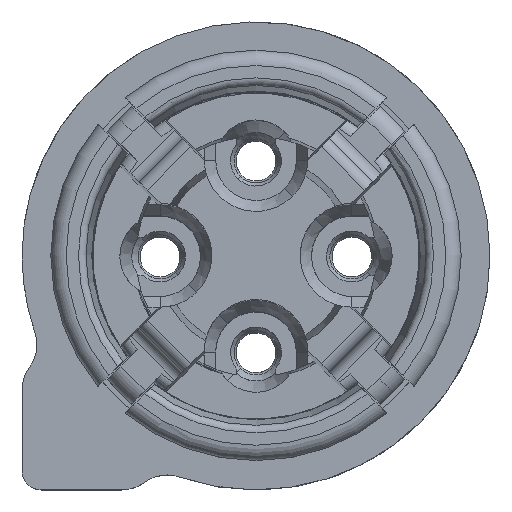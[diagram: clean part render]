
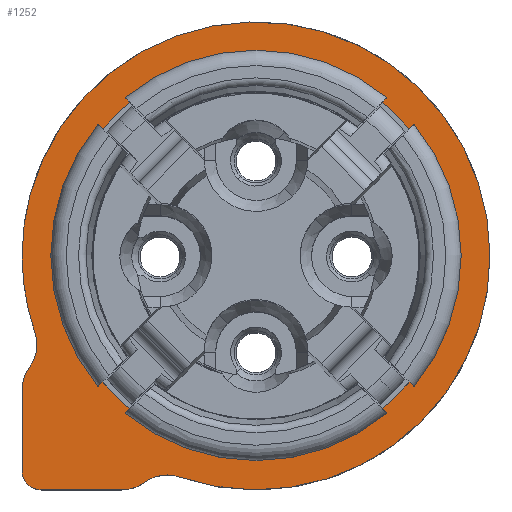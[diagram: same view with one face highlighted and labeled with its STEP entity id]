
A CAD part, top view. The second image highlights one B-rep face of the part: STEP entity #1252.
In plain terms, the highlighted planar face has unit normal (0, 0, 1).
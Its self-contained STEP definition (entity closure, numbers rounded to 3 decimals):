
#649=AXIS2_PLACEMENT_3D('Circle Axis2P3D',#647,#648,$) ;
#1150=AXIS2_PLACEMENT_3D('Plane Axis2P3D',#1147,#1148,#1149) ;
#1190=AXIS2_PLACEMENT_3D('Circle Axis2P3D',#1188,#1189,$) ;
#1204=AXIS2_PLACEMENT_3D('Circle Axis2P3D',#1202,#1203,$) ;
#1218=AXIS2_PLACEMENT_3D('Circle Axis2P3D',#1216,#1217,$) ;
#1236=AXIS2_PLACEMENT_3D('Circle Axis2P3D',#1234,#1235,$) ;
#1245=AXIS2_PLACEMENT_3D('Circle Axis2P3D',#1243,#1244,$) ;
#522=CARTESIAN_POINT('Vertex',(12.2,6.1,25.65)) ;
#526=CARTESIAN_POINT('Control Point',(4.11,0.334,25.65)) ;
#527=CARTESIAN_POINT('Control Point',(6.305,-0.424,25.65)) ;
#528=CARTESIAN_POINT('Control Point',(8.864,-0.144,25.65)) ;
#529=CARTESIAN_POINT('Control Point',(11.101,1.45,25.65)) ;
#530=CARTESIAN_POINT('Control Point',(12.2,3.778,25.65)) ;
#531=CARTESIAN_POINT('Control Point',(12.2,6.1,25.65)) ;
#532=CARTESIAN_POINT('Vertex',(4.11,0.334,25.65)) ;
#637=CARTESIAN_POINT('Vertex',(0.,6.1,25.65)) ;
#644=CARTESIAN_POINT('Vertex',(0.334,4.11,25.65)) ;
#647=CARTESIAN_POINT('Axis2P3D Location',(6.1,6.1,25.65)) ;
#665=CARTESIAN_POINT('Control Point',(12.2,6.1,25.65)) ;
#666=CARTESIAN_POINT('Control Point',(12.2,7.058,25.65)) ;
#667=CARTESIAN_POINT('Control Point',(12.012,8.016,25.65)) ;
#668=CARTESIAN_POINT('Control Point',(11.635,8.925,25.65)) ;
#669=CARTESIAN_POINT('Control Point',(10.546,10.546,25.65)) ;
#670=CARTESIAN_POINT('Control Point',(8.925,11.635,25.65)) ;
#671=CARTESIAN_POINT('Control Point',(8.016,12.012,25.65)) ;
#672=CARTESIAN_POINT('Control Point',(6.1,12.388,25.65)) ;
#673=CARTESIAN_POINT('Control Point',(4.184,12.012,25.65)) ;
#674=CARTESIAN_POINT('Control Point',(3.275,11.635,25.65)) ;
#675=CARTESIAN_POINT('Control Point',(1.654,10.546,25.65)) ;
#676=CARTESIAN_POINT('Control Point',(0.565,8.925,25.65)) ;
#677=CARTESIAN_POINT('Control Point',(0.188,8.016,25.65)) ;
#678=CARTESIAN_POINT('Control Point',(0.,7.058,25.65)) ;
#679=CARTESIAN_POINT('Control Point',(0.,6.1,25.65)) ;
#1147=CARTESIAN_POINT('Axis2P3D Location',(6.1,0.925,25.65)) ;
#1153=CARTESIAN_POINT('Control Point',(3.192,0.194,25.65)) ;
#1154=CARTESIAN_POINT('Control Point',(3.286,0.263,25.65)) ;
#1155=CARTESIAN_POINT('Control Point',(3.389,0.318,25.65)) ;
#1156=CARTESIAN_POINT('Control Point',(3.5,0.358,25.65)) ;
#1157=CARTESIAN_POINT('Control Point',(3.691,0.396,25.65)) ;
#1158=CARTESIAN_POINT('Control Point',(3.885,0.388,25.65)) ;
#1159=CARTESIAN_POINT('Control Point',(3.962,0.377,25.65)) ;
#1160=CARTESIAN_POINT('Control Point',(4.037,0.359,25.65)) ;
#1161=CARTESIAN_POINT('Control Point',(4.11,0.334,25.65)) ;
#1162=CARTESIAN_POINT('Vertex',(3.192,0.194,25.65)) ;
#1166=CARTESIAN_POINT('Control Point',(0.334,4.11,25.65)) ;
#1167=CARTESIAN_POINT('Control Point',(0.355,4.048,25.65)) ;
#1168=CARTESIAN_POINT('Control Point',(0.372,3.983,25.65)) ;
#1169=CARTESIAN_POINT('Control Point',(0.383,3.917,25.65)) ;
#1170=CARTESIAN_POINT('Control Point',(0.388,3.851,25.65)) ;
#1171=CARTESIAN_POINT('Control Point',(0.388,3.784,25.65)) ;
#1172=CARTESIAN_POINT('Vertex',(0.388,3.784,25.65)) ;
#1176=CARTESIAN_POINT('Control Point',(0.388,3.784,25.65)) ;
#1177=CARTESIAN_POINT('Control Point',(0.388,3.735,25.65)) ;
#1178=CARTESIAN_POINT('Control Point',(0.385,3.685,25.65)) ;
#1179=CARTESIAN_POINT('Control Point',(0.379,3.636,25.65)) ;
#1180=CARTESIAN_POINT('Control Point',(0.356,3.511,25.65)) ;
#1181=CARTESIAN_POINT('Control Point',(0.313,3.391,25.65)) ;
#1182=CARTESIAN_POINT('Control Point',(0.28,3.321,25.65)) ;
#1183=CARTESIAN_POINT('Control Point',(0.24,3.254,25.65)) ;
#1184=CARTESIAN_POINT('Control Point',(0.194,3.192,25.65)) ;
#1185=CARTESIAN_POINT('Vertex',(0.194,3.192,25.65)) ;
#1188=CARTESIAN_POINT('Axis2P3D Location',(1.,2.6,25.65)) ;
#1192=CARTESIAN_POINT('Vertex',(0.,2.6,25.65)) ;
#1195=CARTESIAN_POINT('Line Origine',(0.,1.55,25.65)) ;
#1199=CARTESIAN_POINT('Vertex',(0.,0.5,25.65)) ;
#1202=CARTESIAN_POINT('Axis2P3D Location',(0.5,0.5,25.65)) ;
#1206=CARTESIAN_POINT('Vertex',(0.5,0.,25.65)) ;
#1209=CARTESIAN_POINT('Line Origine',(1.55,0.,25.65)) ;
#1213=CARTESIAN_POINT('Vertex',(2.6,0.,25.65)) ;
#1216=CARTESIAN_POINT('Axis2P3D Location',(2.6,1.,25.65)) ;
#1234=CARTESIAN_POINT('Axis2P3D Location',(6.1,6.1,25.65)) ;
#1238=CARTESIAN_POINT('Vertex',(6.1,11.275,25.65)) ;
#1240=CARTESIAN_POINT('Vertex',(6.1,0.925,25.65)) ;
#1243=CARTESIAN_POINT('Axis2P3D Location',(6.1,6.1,25.65)) ;
#648=DIRECTION('Axis2P3D Direction',(0.,0.,1.)) ;
#1148=DIRECTION('Axis2P3D Direction',(0.,0.,1.)) ;
#1149=DIRECTION('Axis2P3D XDirection',(-1.,0.,0.)) ;
#1189=DIRECTION('Axis2P3D Direction',(0.,0.,1.)) ;
#1196=DIRECTION('Vector Direction',(0.,-1.,0.)) ;
#1203=DIRECTION('Axis2P3D Direction',(0.,0.,1.)) ;
#1210=DIRECTION('Vector Direction',(1.,0.,0.)) ;
#1217=DIRECTION('Axis2P3D Direction',(0.,0.,1.)) ;
#1235=DIRECTION('Axis2P3D Direction',(0.,0.,1.)) ;
#1244=DIRECTION('Axis2P3D Direction',(0.,0.,1.)) ;
#1197=VECTOR('Line Direction',#1196,1.) ;
#1211=VECTOR('Line Direction',#1210,1.) ;
#1222=ORIENTED_EDGE('',*,*,#1164,.T.) ;
#1223=ORIENTED_EDGE('',*,*,#534,.T.) ;
#1224=ORIENTED_EDGE('',*,*,#680,.T.) ;
#1225=ORIENTED_EDGE('',*,*,#651,.T.) ;
#1226=ORIENTED_EDGE('',*,*,#1174,.T.) ;
#1227=ORIENTED_EDGE('',*,*,#1187,.T.) ;
#1228=ORIENTED_EDGE('',*,*,#1194,.T.) ;
#1229=ORIENTED_EDGE('',*,*,#1201,.T.) ;
#1230=ORIENTED_EDGE('',*,*,#1208,.T.) ;
#1231=ORIENTED_EDGE('',*,*,#1215,.T.) ;
#1232=ORIENTED_EDGE('',*,*,#1220,.T.) ;
#1249=ORIENTED_EDGE('',*,*,#1242,.F.) ;
#1250=ORIENTED_EDGE('',*,*,#1247,.F.) ;
#1251=FACE_BOUND('',#1248,.T.) ;
#1252=ADVANCED_FACE('Hauptk\X2\00F6\X0\rper',(#1233,#1251),#1151,.T.) ;
#525=B_SPLINE_CURVE_WITH_KNOTS('',5,(#526,#527,#528,#529,#530,#531),.UNSPECIFIED.,.F.,.U.,(6,6),(-5.804,5.804),.UNSPECIFIED.) ;
#664=B_SPLINE_CURVE_WITH_KNOTS('',5,(#665,#666,#667,#668,#669,#670,#671,#672,#673,#674,#675,#676,#677,#678,#679),.UNSPECIFIED.,.F.,.U.,(6,3,3,3,6),(-9.582,-4.791,0.,4.791,9.582),.UNSPECIFIED.) ;
#1152=B_SPLINE_CURVE_WITH_KNOTS('',5,(#1153,#1154,#1155,#1156,#1157,#1158,#1159,#1160,#1161),.UNSPECIFIED.,.F.,.U.,(6,3,6),(0.,0.82,1.366),.UNSPECIFIED.) ;
#1165=B_SPLINE_CURVE_WITH_KNOTS('',5,(#1166,#1167,#1168,#1169,#1170,#1171),.UNSPECIFIED.,.F.,.U.,(6,6),(0.,0.47),.UNSPECIFIED.) ;
#1175=B_SPLINE_CURVE_WITH_KNOTS('',5,(#1176,#1177,#1178,#1179,#1180,#1181,#1182,#1183,#1184),.UNSPECIFIED.,.F.,.U.,(6,3,6),(0.47,0.82,1.366),.UNSPECIFIED.) ;
#650=CIRCLE('generated circle',#649,6.1) ;
#1191=CIRCLE('generated circle',#1190,1.) ;
#1205=CIRCLE('generated circle',#1204,0.5) ;
#1219=CIRCLE('generated circle',#1218,1.) ;
#1237=CIRCLE('generated circle',#1236,5.175) ;
#1246=CIRCLE('generated circle',#1245,5.175) ;
#534=EDGE_CURVE('',#533,#523,#525,.T.) ;
#651=EDGE_CURVE('',#638,#645,#650,.T.) ;
#680=EDGE_CURVE('',#523,#638,#664,.T.) ;
#1164=EDGE_CURVE('',#1163,#533,#1152,.T.) ;
#1174=EDGE_CURVE('',#645,#1173,#1165,.T.) ;
#1187=EDGE_CURVE('',#1173,#1186,#1175,.T.) ;
#1194=EDGE_CURVE('',#1186,#1193,#1191,.T.) ;
#1201=EDGE_CURVE('',#1193,#1200,#1198,.T.) ;
#1208=EDGE_CURVE('',#1200,#1207,#1205,.T.) ;
#1215=EDGE_CURVE('',#1207,#1214,#1212,.T.) ;
#1220=EDGE_CURVE('',#1214,#1163,#1219,.T.) ;
#1242=EDGE_CURVE('',#1239,#1241,#1237,.T.) ;
#1247=EDGE_CURVE('',#1241,#1239,#1246,.T.) ;
#1221=EDGE_LOOP('',(#1222,#1223,#1224,#1225,#1226,#1227,#1228,#1229,#1230,#1231,#1232)) ;
#1248=EDGE_LOOP('',(#1249,#1250)) ;
#1233=FACE_OUTER_BOUND('',#1221,.T.) ;
#1198=LINE('Line',#1195,#1197) ;
#1212=LINE('Line',#1209,#1211) ;
#1151=PLANE('',#1150) ;
#523=VERTEX_POINT('',#522) ;
#533=VERTEX_POINT('',#532) ;
#638=VERTEX_POINT('',#637) ;
#645=VERTEX_POINT('',#644) ;
#1163=VERTEX_POINT('',#1162) ;
#1173=VERTEX_POINT('',#1172) ;
#1186=VERTEX_POINT('',#1185) ;
#1193=VERTEX_POINT('',#1192) ;
#1200=VERTEX_POINT('',#1199) ;
#1207=VERTEX_POINT('',#1206) ;
#1214=VERTEX_POINT('',#1213) ;
#1239=VERTEX_POINT('',#1238) ;
#1241=VERTEX_POINT('',#1240) ;
